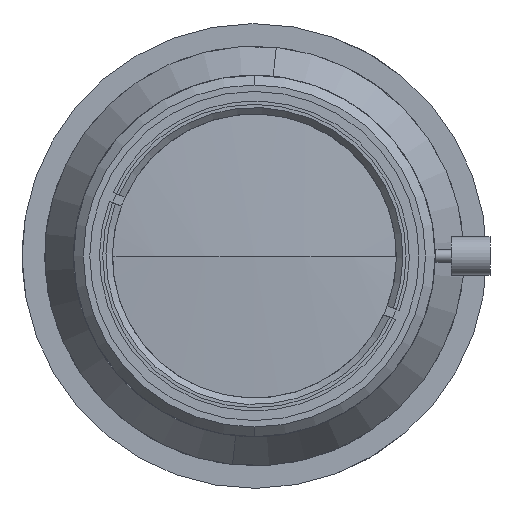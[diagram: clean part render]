
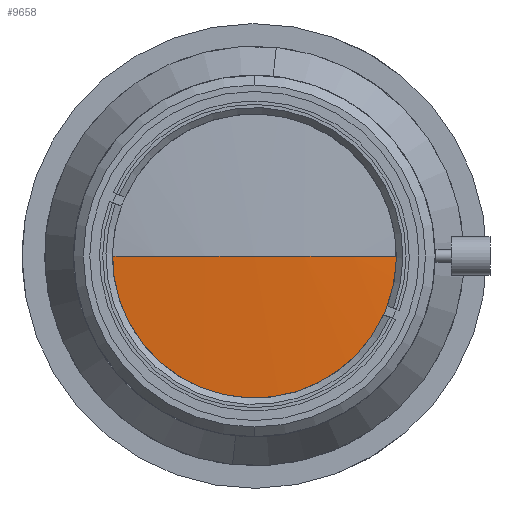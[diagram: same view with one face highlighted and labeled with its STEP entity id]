
A CAD part, left-side view. The second image highlights one B-rep face of the part: STEP entity #9658.
In plain terms, the highlighted spherical face has radius 258.4 mm.
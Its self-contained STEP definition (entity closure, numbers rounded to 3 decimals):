
#106 = DIRECTION ( 'NONE',  ( 0., 1., 0. ) ) ;
#454 = CARTESIAN_POINT ( 'NONE',  ( 1.026, 0., 0. ) ) ;
#846 = VERTEX_POINT ( 'NONE', #8262 ) ;
#893 = AXIS2_PLACEMENT_3D ( 'NONE', #9395, #4865, #106 ) ;
#1238 = DIRECTION ( 'NONE',  ( 0., 0., 1. ) ) ;
#2077 = CIRCLE ( 'NONE', #3697, 258.4 ) ;
#2920 = AXIS2_PLACEMENT_3D ( 'NONE', #454, #5993, #1238 ) ;
#3304 = ORIENTED_EDGE ( 'NONE', *, *, #4238, .T. ) ;
#3501 = EDGE_LOOP ( 'NONE', ( #4599, #3304, #7355 ) ) ;
#3642 = CARTESIAN_POINT ( 'NONE',  ( 1.026, 23., 0. ) ) ;
#3697 = AXIS2_PLACEMENT_3D ( 'NONE', #3854, #9166, #4612 ) ;
#3854 = CARTESIAN_POINT ( 'NONE',  ( 258.4, 0., 0. ) ) ;
#4238 = EDGE_CURVE ( 'NONE', #846, #4840, #8293, .T. ) ;
#4599 = ORIENTED_EDGE ( 'NONE', *, *, #8855, .T. ) ;
#4612 = DIRECTION ( 'NONE',  ( 1., 0., 0. ) ) ;
#4670 = DIRECTION ( 'NONE',  ( 0., 0., -1. ) ) ;
#4840 = VERTEX_POINT ( 'NONE', #9896 ) ;
#4865 = DIRECTION ( 'NONE',  ( 0., 0., -1. ) ) ;
#5317 = CARTESIAN_POINT ( 'NONE',  ( 258.4, 0., 0. ) ) ;
#5462 = EDGE_CURVE ( 'NONE', #8002, #4840, #2077, .T. ) ;
#5993 = DIRECTION ( 'NONE',  ( -1., 0., 0. ) ) ;
#6213 = DIRECTION ( 'NONE',  ( 0., 1., 0. ) ) ;
#7173 = SPHERICAL_SURFACE ( 'NONE', #8244, 258.4 ) ;
#7355 = ORIENTED_EDGE ( 'NONE', *, *, #5462, .F. ) ;
#7618 = CIRCLE ( 'NONE', #2920, 23. ) ;
#8002 = VERTEX_POINT ( 'NONE', #3642 ) ;
#8244 = AXIS2_PLACEMENT_3D ( 'NONE', #5317, #4670, #6213 ) ;
#8262 = CARTESIAN_POINT ( 'NONE',  ( 1.026, -23., 0. ) ) ;
#8293 = CIRCLE ( 'NONE', #893, 258.4 ) ;
#8855 = EDGE_CURVE ( 'NONE', #8002, #846, #7618, .T. ) ;
#9166 = DIRECTION ( 'NONE',  ( 0., 0., 1. ) ) ;
#9385 = FACE_OUTER_BOUND ( 'NONE', #3501, .T. ) ;
#9395 = CARTESIAN_POINT ( 'NONE',  ( 258.4, 0., 0. ) ) ;
#9658 = ADVANCED_FACE ( 'NONE', ( #9385 ), #7173, .T. ) ;
#9896 = CARTESIAN_POINT ( 'NONE',  ( 0., 0., 0. ) ) ;
